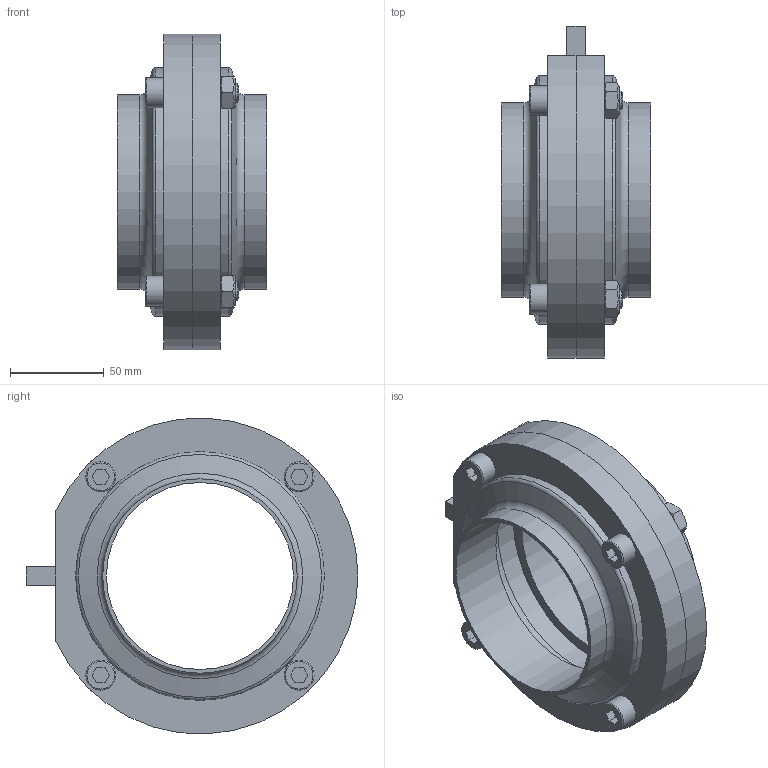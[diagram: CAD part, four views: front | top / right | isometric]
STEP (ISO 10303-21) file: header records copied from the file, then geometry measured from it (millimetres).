
FILE_DESCRIPTION( ( 'STEP AP203' ), '1' );
FILE_NAME( '9612075007.stp', '2020-07-20T09:28:54', ( 'License CC BY-ND 4.0' ), ( 'CADENAS' ), ' ', 'PARTsolutions', ' ' );
FILE_SCHEMA( ( 'CONFIG_CONTROL_DESIGN' ) );
Length unit declared in the file: millimetre
Products named in the file (4): 9612075007; _9612075007_L; _9612075007_R; _LKB-2_DN100_PIN
Assembly tree (3 placements, depth 2):
  9612075007
    _9612075007_L
    _9612075007_R
    _LKB-2_DN100_PIN
Bounding box: 80 x 177.5 x 168.85 mm (x, y, z)
Volume: 495291.9 mm3; surface area: 130192.9 mm2
Topology: 3 solids, 3 shells, 157 faces, 341 edges, 220 vertices
Faces by surface type: plane 100, cylinder 35, cone 14, torus 8
Full cylindrical faces by diameter (mm): 10 x8, 11 x8, 14 x1, 16 x4, 100 x2, 104 x2, 109 x2, 117 x2, 133 x2
Entity records: 4453 total; most frequent: CARTESIAN_POINT 1143, DIRECTION 648, ORIENTED_EDGE 554, EDGE_CURVE 277, AXIS2_PLACEMENT_3D 258, EDGE_LOOP 252, VERTEX_POINT 209, FACE_OUTER_BOUND 196
